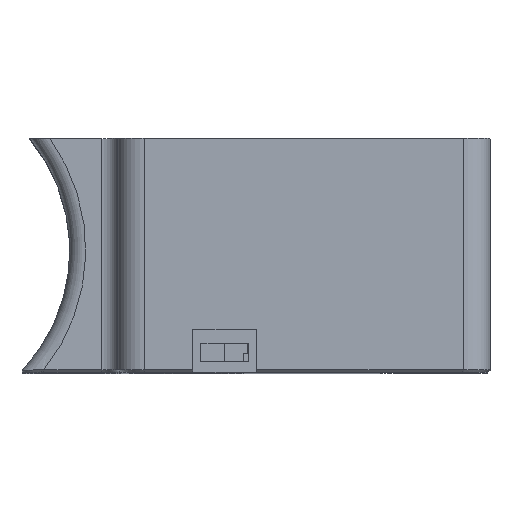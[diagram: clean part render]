
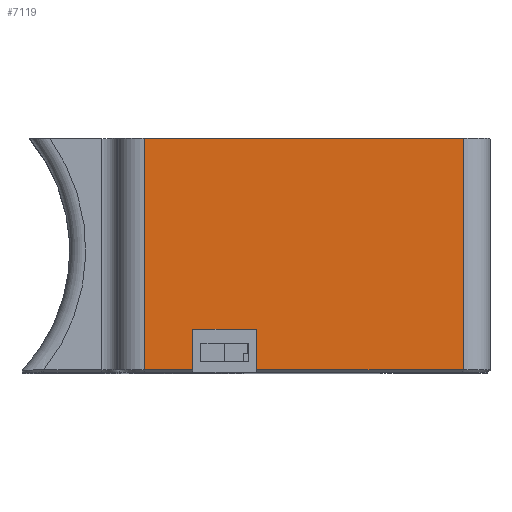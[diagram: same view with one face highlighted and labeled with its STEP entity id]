
A CAD part, top view. The second image highlights one B-rep face of the part: STEP entity #7119.
In plain terms, the highlighted planar face has unit normal (0, 0, 1).
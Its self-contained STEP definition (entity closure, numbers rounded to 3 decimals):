
#567=FACE_OUTER_BOUND('',#997,.T.);
#997=EDGE_LOOP('',(#5571,#5572,#5573,#5574,#5575,#5576,#5577,#5578));
#1367=LINE('',#10137,#2186);
#1479=LINE('',#10372,#2298);
#1480=LINE('',#10375,#2299);
#1610=LINE('',#10842,#2429);
#1773=LINE('',#11270,#2592);
#1774=LINE('',#11272,#2593);
#1775=LINE('',#11274,#2594);
#1776=LINE('',#11275,#2595);
#2186=VECTOR('',#8128,10.);
#2298=VECTOR('',#8306,10.);
#2299=VECTOR('',#8309,10.);
#2429=VECTOR('',#8525,10.);
#2592=VECTOR('',#8886,10.);
#2593=VECTOR('',#8889,10.);
#2594=VECTOR('',#8890,10.);
#2595=VECTOR('',#8891,10.);
#2983=VERTEX_POINT('',#10134);
#2984=VERTEX_POINT('',#10136);
#3074=VERTEX_POINT('',#10370);
#3075=VERTEX_POINT('',#10374);
#3208=VERTEX_POINT('',#10756);
#3232=VERTEX_POINT('',#10840);
#3311=VERTEX_POINT('',#11105);
#3353=VERTEX_POINT('',#11273);
#3685=EDGE_CURVE('',#2984,#2983,#1367,.T.);
#3805=EDGE_CURVE('',#2983,#3074,#1479,.T.);
#3806=EDGE_CURVE('',#3075,#2984,#1480,.T.);
#3977=EDGE_CURVE('',#3232,#3208,#1610,.T.);
#4169=EDGE_CURVE('',#3208,#3311,#1773,.T.);
#4170=EDGE_CURVE('',#3311,#3074,#1774,.T.);
#4171=EDGE_CURVE('',#3353,#3232,#1775,.T.);
#4172=EDGE_CURVE('',#3075,#3353,#1776,.T.);
#5571=ORIENTED_EDGE('',*,*,#4170,.F.);
#5572=ORIENTED_EDGE('',*,*,#4169,.F.);
#5573=ORIENTED_EDGE('',*,*,#3977,.F.);
#5574=ORIENTED_EDGE('',*,*,#4171,.F.);
#5575=ORIENTED_EDGE('',*,*,#4172,.F.);
#5576=ORIENTED_EDGE('',*,*,#3806,.T.);
#5577=ORIENTED_EDGE('',*,*,#3685,.T.);
#5578=ORIENTED_EDGE('',*,*,#3805,.T.);
#6831=PLANE('',#7588);
#7119=ADVANCED_FACE('',(#567),#6831,.T.);
#7588=AXIS2_PLACEMENT_3D('',#11271,#8887,#8888);
#8128=DIRECTION('',(1.,0.,0.));
#8306=DIRECTION('',(0.,-1.,0.));
#8309=DIRECTION('',(0.,1.,0.));
#8525=DIRECTION('',(1.,0.,0.));
#8886=DIRECTION('',(0.,-1.,0.));
#8887=DIRECTION('center_axis',(0.,0.,1.));
#8888=DIRECTION('ref_axis',(-1.,0.,0.));
#8889=DIRECTION('',(-1.,0.,0.));
#8890=DIRECTION('',(0.,1.,0.));
#8891=DIRECTION('',(-1.,0.,0.));
#10134=CARTESIAN_POINT('',(26.104,6.147,127.5));
#10136=CARTESIAN_POINT('',(14.104,6.147,127.5));
#10137=CARTESIAN_POINT('',(28.302,6.147,127.5));
#10370=CARTESIAN_POINT('',(26.104,-1.5,127.5));
#10372=CARTESIAN_POINT('',(26.104,3.073,127.5));
#10374=CARTESIAN_POINT('',(14.104,-1.5,127.5));
#10375=CARTESIAN_POINT('',(14.104,-1.027,127.5));
#10756=CARTESIAN_POINT('',(65.,42.,127.5));
#10840=CARTESIAN_POINT('',(5.,42.,127.5));
#10842=CARTESIAN_POINT('',(42.5,42.,127.5));
#11105=CARTESIAN_POINT('',(65.,-1.5,127.5));
#11270=CARTESIAN_POINT('',(65.,0.,127.5));
#11271=CARTESIAN_POINT('Origin',(42.5,0.,127.5));
#11272=CARTESIAN_POINT('',(38.75,-1.5,127.5));
#11273=CARTESIAN_POINT('',(5.,-1.5,127.5));
#11274=CARTESIAN_POINT('',(5.,0.,127.5));
#11275=CARTESIAN_POINT('',(38.75,-1.5,127.5));
